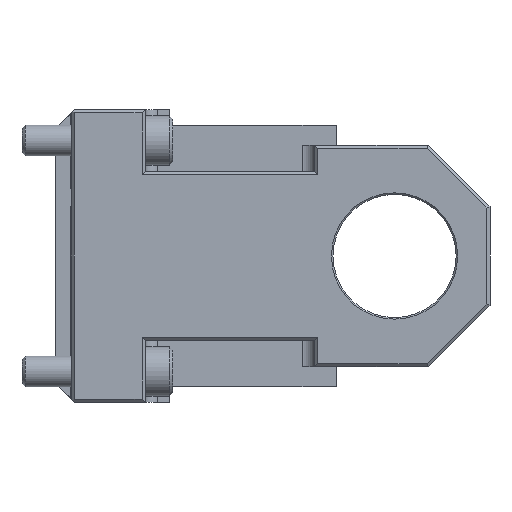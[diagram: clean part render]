
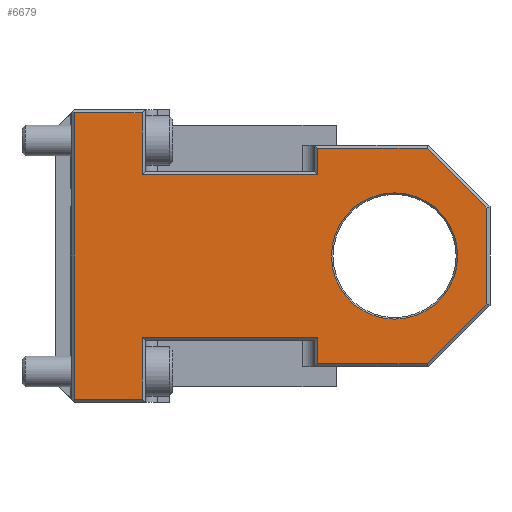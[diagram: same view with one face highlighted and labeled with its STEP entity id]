
A CAD part, left-side view. The second image highlights one B-rep face of the part: STEP entity #6679.
In plain terms, the highlighted planar face has unit normal (-1, 0, 0).
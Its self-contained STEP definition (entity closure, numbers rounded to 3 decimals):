
#384=DIRECTION('',(0.,1.,0.));
#385=VECTOR('',#384,22.);
#386=CARTESIAN_POINT('',(-50.,-28.,-46.5));
#387=LINE('',#386,#385);
#388=DIRECTION('',(0.,0.,-1.));
#389=VECTOR('',#388,93.);
#390=CARTESIAN_POINT('',(-50.,-6.,46.5));
#391=LINE('',#390,#389);
#392=DIRECTION('',(0.,1.,0.));
#393=VECTOR('',#392,22.);
#394=CARTESIAN_POINT('',(-50.,-28.,46.5));
#395=LINE('',#394,#393);
#396=DIRECTION('',(0.,0.,1.));
#397=VECTOR('',#396,20.);
#398=CARTESIAN_POINT('',(-50.,-28.,26.5));
#399=LINE('',#398,#397);
#400=DIRECTION('',(0.,1.,0.));
#401=VECTOR('',#400,57.);
#402=CARTESIAN_POINT('',(-50.,-85.,26.5));
#403=LINE('',#402,#401);
#404=DIRECTION('',(0.,0.,-1.));
#405=VECTOR('',#404,8.5);
#406=CARTESIAN_POINT('',(-50.,-85.,35.));
#407=LINE('',#406,#405);
#408=DIRECTION('',(0.,-1.,0.));
#409=VECTOR('',#408,35.586);
#410=CARTESIAN_POINT('',(-50.,-85.,35.));
#411=LINE('',#410,#409);
#412=DIRECTION('',(0.,0.707,0.707));
#413=VECTOR('',#412,27.456);
#414=CARTESIAN_POINT('',(-50.,-140.,15.586));
#415=LINE('',#414,#413);
#416=DIRECTION('',(0.,0.,-1.));
#417=VECTOR('',#416,31.172);
#418=CARTESIAN_POINT('',(-50.,-140.,15.586));
#419=LINE('',#418,#417);
#420=DIRECTION('',(0.,-0.707,0.707));
#421=VECTOR('',#420,27.456);
#422=CARTESIAN_POINT('',(-50.,-120.586,-35.));
#423=LINE('',#422,#421);
#424=DIRECTION('',(0.,1.,0.));
#425=VECTOR('',#424,35.586);
#426=CARTESIAN_POINT('',(-50.,-120.586,-35.));
#427=LINE('',#426,#425);
#428=DIRECTION('',(0.,0.,-1.));
#429=VECTOR('',#428,8.5);
#430=CARTESIAN_POINT('',(-50.,-85.,-26.5));
#431=LINE('',#430,#429);
#432=DIRECTION('',(0.,-1.,0.));
#433=VECTOR('',#432,57.);
#434=CARTESIAN_POINT('',(-50.,-28.,-26.5));
#435=LINE('',#434,#433);
#436=DIRECTION('',(0.,0.,1.));
#437=VECTOR('',#436,20.);
#438=CARTESIAN_POINT('',(-50.,-28.,-46.5));
#439=LINE('',#438,#437);
#440=CARTESIAN_POINT('',(-50.,-110.,0.));
#441=DIRECTION('',(1.,0.,0.));
#442=DIRECTION('',(0.,0.,1.));
#443=AXIS2_PLACEMENT_3D('',#440,#441,#442);
#445=CARTESIAN_POINT('',(-50.,-110.,0.));
#446=DIRECTION('',(1.,0.,0.));
#447=DIRECTION('',(0.,0.,-1.));
#448=AXIS2_PLACEMENT_3D('',#445,#446,#447);
#5312=CARTESIAN_POINT('',(-50.,-110.,20.5));
#5313=CARTESIAN_POINT('',(-50.,-110.,-20.5));
#5314=VERTEX_POINT('',#5312);
#5315=VERTEX_POINT('',#5313);
#5474=CARTESIAN_POINT('',(-50.,-28.,-46.5));
#5475=CARTESIAN_POINT('',(-50.,-6.,-46.5));
#5476=VERTEX_POINT('',#5474);
#5477=VERTEX_POINT('',#5475);
#5490=CARTESIAN_POINT('',(-50.,-28.,46.5));
#5491=CARTESIAN_POINT('',(-50.,-6.,46.5));
#5492=VERTEX_POINT('',#5490);
#5493=VERTEX_POINT('',#5491);
#5523=CARTESIAN_POINT('',(-50.,-28.,-26.5));
#5524=VERTEX_POINT('',#5523);
#5527=CARTESIAN_POINT('',(-50.,-85.,-26.5));
#5528=VERTEX_POINT('',#5527);
#5529=CARTESIAN_POINT('',(-50.,-85.,-35.));
#5530=VERTEX_POINT('',#5529);
#5533=CARTESIAN_POINT('',(-50.,-120.586,-35.));
#5534=VERTEX_POINT('',#5533);
#5537=CARTESIAN_POINT('',(-50.,-140.,-15.586));
#5538=VERTEX_POINT('',#5537);
#5541=CARTESIAN_POINT('',(-50.,-140.,15.586));
#5542=VERTEX_POINT('',#5541);
#5547=CARTESIAN_POINT('',(-50.,-120.586,35.));
#5548=VERTEX_POINT('',#5547);
#5549=CARTESIAN_POINT('',(-50.,-85.,35.));
#5550=VERTEX_POINT('',#5549);
#5555=CARTESIAN_POINT('',(-50.,-85.,26.5));
#5556=VERTEX_POINT('',#5555);
#5559=CARTESIAN_POINT('',(-50.,-28.,26.5));
#5560=VERTEX_POINT('',#5559);
#6641=CARTESIAN_POINT('',(-50.,0.,47.5));
#6642=DIRECTION('',(-1.,0.,0.));
#6643=DIRECTION('',(0.,0.,-1.));
#6644=AXIS2_PLACEMENT_3D('',#6641,#6642,#6643);
#6645=PLANE('',#6644);
#6646=ORIENTED_EDGE('',*,*,#6603,.T.);
#6647=ORIENTED_EDGE('',*,*,#6619,.F.);
#6648=ORIENTED_EDGE('',*,*,#6631,.F.);
#6650=ORIENTED_EDGE('',*,*,#6649,.F.);
#6652=ORIENTED_EDGE('',*,*,#6651,.F.);
#6654=ORIENTED_EDGE('',*,*,#6653,.F.);
#6656=ORIENTED_EDGE('',*,*,#6655,.T.);
#6658=ORIENTED_EDGE('',*,*,#6657,.F.);
#6660=ORIENTED_EDGE('',*,*,#6659,.T.);
#6662=ORIENTED_EDGE('',*,*,#6661,.F.);
#6664=ORIENTED_EDGE('',*,*,#6663,.T.);
#6666=ORIENTED_EDGE('',*,*,#6665,.F.);
#6668=ORIENTED_EDGE('',*,*,#6667,.F.);
#6670=ORIENTED_EDGE('',*,*,#6669,.F.);
#6671=EDGE_LOOP('',(#6646,#6647,#6648,#6650,#6652,#6654,#6656,#6658,#6660,#6662,
#6664,#6666,#6668,#6670));
#6672=FACE_OUTER_BOUND('',#6671,.F.);
#6674=ORIENTED_EDGE('',*,*,#6673,.F.);
#6676=ORIENTED_EDGE('',*,*,#6675,.F.);
#6677=EDGE_LOOP('',(#6674,#6676));
#6678=FACE_BOUND('',#6677,.F.);
#444=CIRCLE('',#443,20.5);
#449=CIRCLE('',#448,20.5);
#6603=EDGE_CURVE('',#5476,#5477,#387,.T.);
#6619=EDGE_CURVE('',#5493,#5477,#391,.T.);
#6631=EDGE_CURVE('',#5492,#5493,#395,.T.);
#6649=EDGE_CURVE('',#5560,#5492,#399,.T.);
#6651=EDGE_CURVE('',#5556,#5560,#403,.T.);
#6653=EDGE_CURVE('',#5550,#5556,#407,.T.);
#6655=EDGE_CURVE('',#5550,#5548,#411,.T.);
#6657=EDGE_CURVE('',#5542,#5548,#415,.T.);
#6659=EDGE_CURVE('',#5542,#5538,#419,.T.);
#6661=EDGE_CURVE('',#5534,#5538,#423,.T.);
#6663=EDGE_CURVE('',#5534,#5530,#427,.T.);
#6665=EDGE_CURVE('',#5528,#5530,#431,.T.);
#6667=EDGE_CURVE('',#5524,#5528,#435,.T.);
#6669=EDGE_CURVE('',#5476,#5524,#439,.T.);
#6673=EDGE_CURVE('',#5314,#5315,#444,.T.);
#6675=EDGE_CURVE('',#5315,#5314,#449,.T.);
#6679=ADVANCED_FACE('',(#6672,#6678),#6645,.T.);
